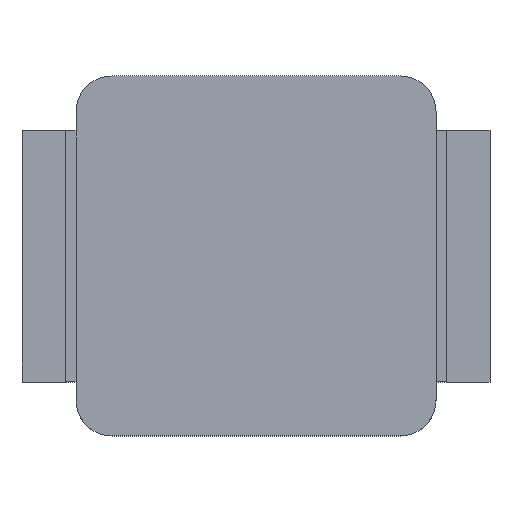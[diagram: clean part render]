
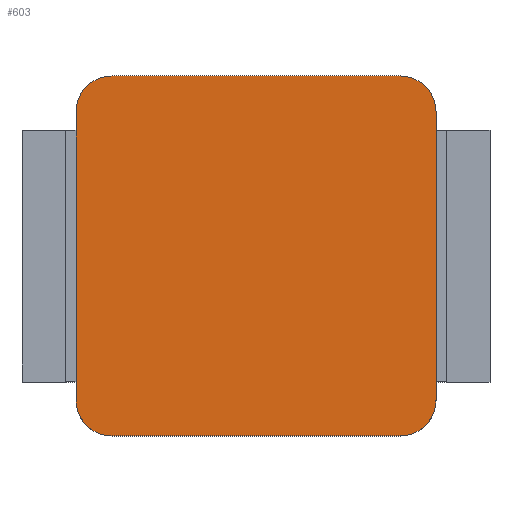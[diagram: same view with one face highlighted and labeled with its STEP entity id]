
A CAD part, top view. The second image highlights one B-rep face of the part: STEP entity #603.
In plain terms, the highlighted planar face has unit normal (0, 0, 1).
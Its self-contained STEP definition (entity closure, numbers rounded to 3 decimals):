
#23=CIRCLE('',#642,0.25);
#24=CIRCLE('',#644,0.25);
#25=CIRCLE('',#655,0.25);
#26=CIRCLE('',#656,0.25);
#45=FACE_OUTER_BOUND('',#77,.T.);
#77=EDGE_LOOP('',(#463,#464,#465,#466,#467,#468,#469,#470));
#109=LINE('',#871,#181);
#131=LINE('',#919,#203);
#134=LINE('',#923,#206);
#151=LINE('',#960,#223);
#181=VECTOR('',#706,500.);
#203=VECTOR('',#744,500.);
#206=VECTOR('',#749,500.);
#223=VECTOR('',#784,500.);
#254=VERTEX_POINT('',#868);
#255=VERTEX_POINT('',#870);
#270=VERTEX_POINT('',#908);
#271=VERTEX_POINT('',#910);
#272=VERTEX_POINT('',#914);
#273=VERTEX_POINT('',#918);
#283=VERTEX_POINT('',#957);
#284=VERTEX_POINT('',#959);
#309=EDGE_CURVE('',#255,#254,#109,.T.);
#329=EDGE_CURVE('',#271,#270,#23,.T.);
#331=EDGE_CURVE('',#272,#255,#24,.T.);
#333=EDGE_CURVE('',#273,#271,#131,.T.);
#336=EDGE_CURVE('',#270,#272,#134,.T.);
#353=EDGE_CURVE('',#254,#283,#25,.T.);
#354=EDGE_CURVE('',#283,#284,#151,.T.);
#355=EDGE_CURVE('',#284,#273,#26,.T.);
#463=ORIENTED_EDGE('',*,*,#329,.T.);
#464=ORIENTED_EDGE('',*,*,#336,.T.);
#465=ORIENTED_EDGE('',*,*,#331,.T.);
#466=ORIENTED_EDGE('',*,*,#309,.T.);
#467=ORIENTED_EDGE('',*,*,#353,.T.);
#468=ORIENTED_EDGE('',*,*,#354,.T.);
#469=ORIENTED_EDGE('',*,*,#355,.T.);
#470=ORIENTED_EDGE('',*,*,#333,.T.);
#542=PLANE('',#654);
#603=ADVANCED_FACE('',(#45),#542,.F.);
#642=AXIS2_PLACEMENT_3D('',#911,#734,#735);
#644=AXIS2_PLACEMENT_3D('',#915,#739,#740);
#654=AXIS2_PLACEMENT_3D('',#956,#780,#781);
#655=AXIS2_PLACEMENT_3D('',#958,#782,#783);
#656=AXIS2_PLACEMENT_3D('',#961,#785,#786);
#706=DIRECTION('',(-1.,0.,0.));
#734=DIRECTION('center_axis',(0.,0.,1.));
#735=DIRECTION('ref_axis',(0.,1.,0.));
#739=DIRECTION('center_axis',(0.,0.,1.));
#740=DIRECTION('ref_axis',(0.,1.,0.));
#744=DIRECTION('',(1.,0.,0.));
#749=DIRECTION('',(0.,1.,0.));
#780=DIRECTION('center_axis',(0.,0.,-1.));
#781=DIRECTION('ref_axis',(0.,-1.,0.));
#782=DIRECTION('center_axis',(0.,0.,1.));
#783=DIRECTION('ref_axis',(0.,1.,0.));
#784=DIRECTION('',(0.,-1.,0.));
#785=DIRECTION('center_axis',(0.,0.,1.));
#786=DIRECTION('ref_axis',(0.,1.,0.));
#868=CARTESIAN_POINT('',(-2.,2.491,1.367));
#870=CARTESIAN_POINT('',(0.,2.491,1.367));
#871=CARTESIAN_POINT('',(-2.,2.491,1.367));
#908=CARTESIAN_POINT('',(0.25,0.241,1.367));
#910=CARTESIAN_POINT('',(0.,-0.009,1.367));
#911=CARTESIAN_POINT('Origin',(0.,0.241,1.367));
#914=CARTESIAN_POINT('',(0.25,2.241,1.367));
#915=CARTESIAN_POINT('Origin',(0.,2.241,1.367));
#918=CARTESIAN_POINT('',(-2.,-0.009,1.367));
#919=CARTESIAN_POINT('',(-2.,-0.009,1.367));
#923=CARTESIAN_POINT('',(0.25,0.241,1.367));
#956=CARTESIAN_POINT('Origin',(0.,0.241,1.367));
#957=CARTESIAN_POINT('',(-2.25,2.241,1.367));
#958=CARTESIAN_POINT('Origin',(-2.,2.241,1.367));
#959=CARTESIAN_POINT('',(-2.25,0.241,1.367));
#960=CARTESIAN_POINT('',(-2.25,0.241,1.367));
#961=CARTESIAN_POINT('Origin',(-2.,0.241,1.367));
